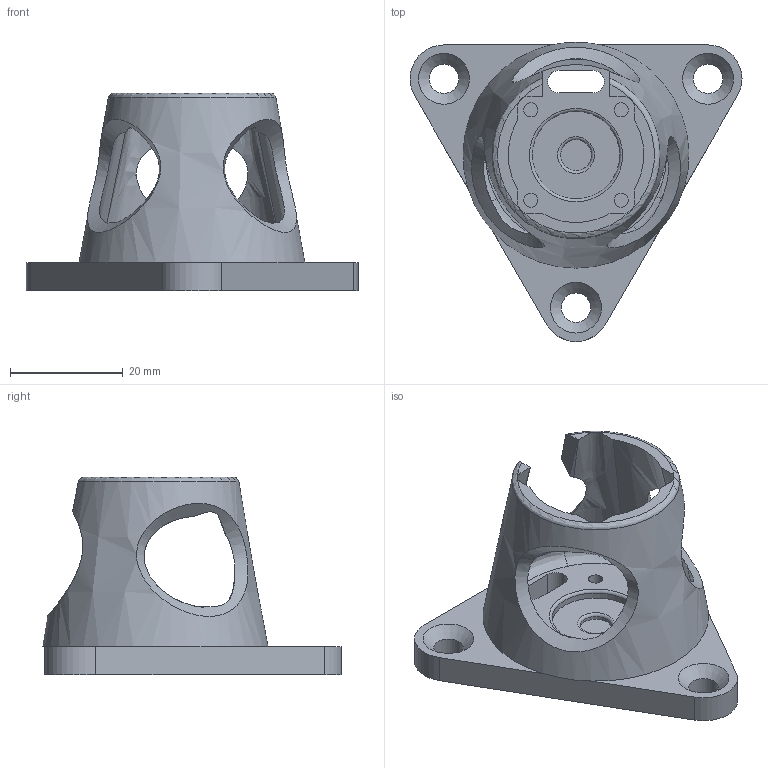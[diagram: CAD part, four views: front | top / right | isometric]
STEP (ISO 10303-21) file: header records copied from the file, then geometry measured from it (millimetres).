
FILE_DESCRIPTION(/* description */ ('Alibre Inc.'),/* implementation_level */ '2;1');
FILE_NAME(/* name */ 'export0',/* time_stamp */ '2015-07-05T23:14:42+12:00',/* author */ (''),/* organization */ (''),/* preprocessor_version */ 'ST-DEVELOPER v14',/* originating_system */ 'Alibre',/* authorisation */ '');
FILE_SCHEMA (('CONFIG_CONTROL_DESIGN'));
Length unit declared in the file: centimetre
Products named in the file (1): ID_1
Bounding box: 58.77 x 52.94 x 35 mm (x, y, z)
Volume: 12180.7 mm3; surface area: 9686.1 mm2
Topology: 1 solids, 1 shells, 87 faces, 223 edges, 146 vertices
Faces by surface type: plane 27, bspline 27, cylinder 24, torus 5, cone 4
Full cylindrical faces by diameter (mm): 2.5 x4, 5 x4, 5.2 x3, 5.5 x1, 9.5 x1, 15.5 x1
Entity records: 6832 total; most frequent: CARTESIAN_POINT 5079, ORIENTED_EDGE 388, DIRECTION 209, EDGE_CURVE 194, VERTEX_POINT 140, EDGE_LOOP 130, FACE_BOUND 130, AXIS2_PLACEMENT_3D 106
